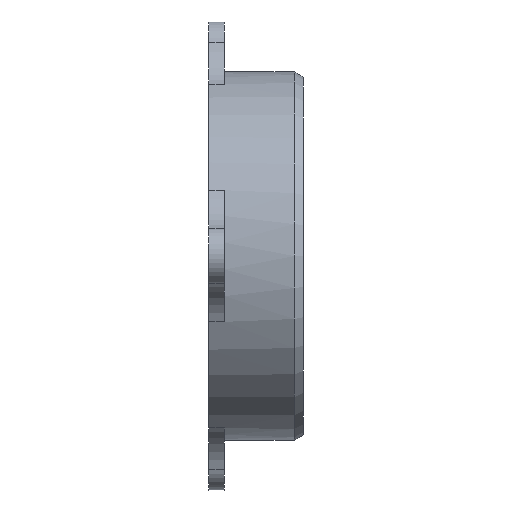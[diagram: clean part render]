
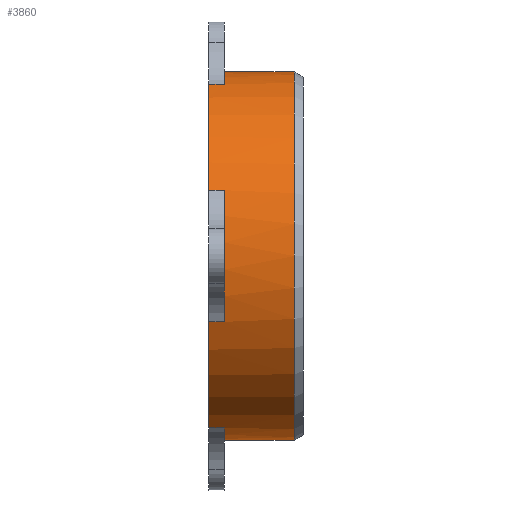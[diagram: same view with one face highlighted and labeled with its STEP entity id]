
A CAD part, front view. The second image highlights one B-rep face of the part: STEP entity #3860.
In plain terms, the highlighted cylindrical face has radius 35 mm (diameter 70 mm), a partial arc.
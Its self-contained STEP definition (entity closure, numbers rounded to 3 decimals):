
#142 = AXIS2_PLACEMENT_3D ( 'NONE', #8621, #7046, #5542 ) ;
#312 = VECTOR ( 'NONE', #1404, 1000. ) ;
#379 = CARTESIAN_POINT ( 'NONE',  ( 0., -12.512, -32.687 ) ) ;
#428 = LINE ( 'NONE', #8570, #6278 ) ;
#543 = VERTEX_POINT ( 'NONE', #3619 ) ;
#636 = CIRCLE ( 'NONE', #1897, 35. ) ;
#905 = ORIENTED_EDGE ( 'NONE', *, *, #2208, .F. ) ;
#925 = EDGE_CURVE ( 'NONE', #3955, #2359, #4435, .T. ) ;
#1018 = DIRECTION ( 'NONE',  ( -1., 0., 0. ) ) ;
#1270 = AXIS2_PLACEMENT_3D ( 'NONE', #9117, #1482, #4470 ) ;
#1404 = DIRECTION ( 'NONE',  ( 1., 0., 0. ) ) ;
#1473 = CARTESIAN_POINT ( 'NONE',  ( 0., -32.687, -12.512 ) ) ;
#1477 = CARTESIAN_POINT ( 'NONE',  ( -10., 0., -35. ) ) ;
#1482 = DIRECTION ( 'NONE',  ( -1., 0., 0. ) ) ;
#1759 = CYLINDRICAL_SURFACE ( 'NONE', #9069, 35. ) ;
#1831 = VERTEX_POINT ( 'NONE', #3675 ) ;
#1857 = DIRECTION ( 'NONE',  ( 0., 0., 1. ) ) ;
#1897 = AXIS2_PLACEMENT_3D ( 'NONE', #4805, #4006, #7692 ) ;
#2159 = VERTEX_POINT ( 'NONE', #3357 ) ;
#2208 = EDGE_CURVE ( 'NONE', #7204, #6519, #9663, .T. ) ;
#2210 = AXIS2_PLACEMENT_3D ( 'NONE', #9412, #2610, #8670 ) ;
#2304 = DIRECTION ( 'NONE',  ( -1., 0., 0. ) ) ;
#2329 = ORIENTED_EDGE ( 'NONE', *, *, #2369, .F. ) ;
#2359 = VERTEX_POINT ( 'NONE', #5338 ) ;
#2369 = EDGE_CURVE ( 'NONE', #9255, #9422, #3155, .T. ) ;
#2381 = DIRECTION ( 'NONE',  ( 1., 0., 0. ) ) ;
#2405 = VECTOR ( 'NONE', #7226, 1000. ) ;
#2465 = CARTESIAN_POINT ( 'NONE',  ( 3., -32.687, -12.512 ) ) ;
#2516 = ORIENTED_EDGE ( 'NONE', *, *, #3887, .T. ) ;
#2529 = EDGE_CURVE ( 'NONE', #543, #7136, #636, .T. ) ;
#2610 = DIRECTION ( 'NONE',  ( -1., 0., 0. ) ) ;
#2728 = EDGE_CURVE ( 'NONE', #9255, #543, #4489, .T. ) ;
#2737 = CARTESIAN_POINT ( 'NONE',  ( 0., -12.512, 32.687 ) ) ;
#2746 = LINE ( 'NONE', #4356, #5619 ) ;
#3049 = CIRCLE ( 'NONE', #8752, 35. ) ;
#3155 = CIRCLE ( 'NONE', #1270, 35. ) ;
#3357 = CARTESIAN_POINT ( 'NONE',  ( 3., 0., 35. ) ) ;
#3443 = DIRECTION ( 'NONE',  ( -1., 0., 0. ) ) ;
#3619 = CARTESIAN_POINT ( 'NONE',  ( 3., -32.687, 12.512 ) ) ;
#3666 = EDGE_CURVE ( 'NONE', #8772, #2359, #6745, .T. ) ;
#3675 = CARTESIAN_POINT ( 'NONE',  ( 16.268, 0., 35. ) ) ;
#3860 = ADVANCED_FACE ( 'NONE', ( #4145 ), #1759, .T. ) ;
#3887 = EDGE_CURVE ( 'NONE', #1831, #2159, #9496, .T. ) ;
#3955 = VERTEX_POINT ( 'NONE', #6585 ) ;
#3996 = CARTESIAN_POINT ( 'NONE',  ( -10., 0., 0. ) ) ;
#4006 = DIRECTION ( 'NONE',  ( 1., 0., 0. ) ) ;
#4145 = FACE_OUTER_BOUND ( 'NONE', #8889, .T. ) ;
#4220 = CARTESIAN_POINT ( 'NONE',  ( 3., -12.512, 32.687 ) ) ;
#4356 = CARTESIAN_POINT ( 'NONE',  ( -10., -12.512, 32.687 ) ) ;
#4435 = CIRCLE ( 'NONE', #142, 35. ) ;
#4470 = DIRECTION ( 'NONE',  ( 0., 0., 1. ) ) ;
#4489 = LINE ( 'NONE', #9693, #312 ) ;
#4541 = DIRECTION ( 'NONE',  ( 0., 0., 1. ) ) ;
#4706 = ORIENTED_EDGE ( 'NONE', *, *, #6546, .T. ) ;
#4725 = AXIS2_PLACEMENT_3D ( 'NONE', #9347, #1018, #1857 ) ;
#4805 = CARTESIAN_POINT ( 'NONE',  ( 3., 0., 0. ) ) ;
#4972 = LINE ( 'NONE', #5912, #5925 ) ;
#5335 = CARTESIAN_POINT ( 'NONE',  ( 16.268, 0., -35. ) ) ;
#5338 = CARTESIAN_POINT ( 'NONE',  ( 3., 0., -35. ) ) ;
#5542 = DIRECTION ( 'NONE',  ( 0., 0., 1. ) ) ;
#5619 = VECTOR ( 'NONE', #6743, 1000. ) ;
#5808 = ORIENTED_EDGE ( 'NONE', *, *, #2728, .T. ) ;
#5912 = CARTESIAN_POINT ( 'NONE',  ( -10., -12.512, -32.687 ) ) ;
#5925 = VECTOR ( 'NONE', #7362, 1000. ) ;
#6202 = VECTOR ( 'NONE', #2304, 1000. ) ;
#6278 = VECTOR ( 'NONE', #3443, 1000. ) ;
#6320 = CARTESIAN_POINT ( 'NONE',  ( 0., -32.687, 12.512 ) ) ;
#6519 = VERTEX_POINT ( 'NONE', #1473 ) ;
#6546 = EDGE_CURVE ( 'NONE', #6786, #9422, #2746, .T. ) ;
#6585 = CARTESIAN_POINT ( 'NONE',  ( 3., -12.512, -32.687 ) ) ;
#6594 = ORIENTED_EDGE ( 'NONE', *, *, #3666, .F. ) ;
#6743 = DIRECTION ( 'NONE',  ( -1., 0., 0. ) ) ;
#6745 = LINE ( 'NONE', #1477, #6202 ) ;
#6756 = ORIENTED_EDGE ( 'NONE', *, *, #7277, .T. ) ;
#6781 = ORIENTED_EDGE ( 'NONE', *, *, #2529, .T. ) ;
#6786 = VERTEX_POINT ( 'NONE', #4220 ) ;
#6877 = ORIENTED_EDGE ( 'NONE', *, *, #925, .T. ) ;
#6935 = CIRCLE ( 'NONE', #4725, 35. ) ;
#7030 = DIRECTION ( 'NONE',  ( 0., 0., 1. ) ) ;
#7046 = DIRECTION ( 'NONE',  ( 1., 0., 0. ) ) ;
#7136 = VERTEX_POINT ( 'NONE', #2465 ) ;
#7176 = DIRECTION ( 'NONE',  ( -1., 0., 0. ) ) ;
#7204 = VERTEX_POINT ( 'NONE', #379 ) ;
#7226 = DIRECTION ( 'NONE',  ( -1., 0., 0. ) ) ;
#7277 = EDGE_CURVE ( 'NONE', #7136, #6519, #428, .T. ) ;
#7362 = DIRECTION ( 'NONE',  ( 1., 0., 0. ) ) ;
#7408 = ORIENTED_EDGE ( 'NONE', *, *, #9591, .T. ) ;
#7599 = EDGE_CURVE ( 'NONE', #8772, #1831, #6935, .T. ) ;
#7692 = DIRECTION ( 'NONE',  ( 0., 0., 1. ) ) ;
#8309 = ORIENTED_EDGE ( 'NONE', *, *, #7599, .T. ) ;
#8570 = CARTESIAN_POINT ( 'NONE',  ( -10., -32.687, -12.512 ) ) ;
#8621 = CARTESIAN_POINT ( 'NONE',  ( 3., 0., 0. ) ) ;
#8670 = DIRECTION ( 'NONE',  ( 0., 0., 1. ) ) ;
#8752 = AXIS2_PLACEMENT_3D ( 'NONE', #9793, #2381, #4541 ) ;
#8772 = VERTEX_POINT ( 'NONE', #5335 ) ;
#8849 = CARTESIAN_POINT ( 'NONE',  ( -10., 0., 35. ) ) ;
#8889 = EDGE_LOOP ( 'NONE', ( #6594, #8309, #2516, #7408, #4706, #2329, #5808, #6781, #6756, #905, #9820, #6877 ) ) ;
#9069 = AXIS2_PLACEMENT_3D ( 'NONE', #3996, #7176, #7030 ) ;
#9117 = CARTESIAN_POINT ( 'NONE',  ( 0., 0., 0. ) ) ;
#9255 = VERTEX_POINT ( 'NONE', #6320 ) ;
#9347 = CARTESIAN_POINT ( 'NONE',  ( 16.268, 0., 0. ) ) ;
#9412 = CARTESIAN_POINT ( 'NONE',  ( 0., 0., 0. ) ) ;
#9422 = VERTEX_POINT ( 'NONE', #2737 ) ;
#9496 = LINE ( 'NONE', #8849, #2405 ) ;
#9591 = EDGE_CURVE ( 'NONE', #2159, #6786, #3049, .T. ) ;
#9663 = CIRCLE ( 'NONE', #2210, 35. ) ;
#9693 = CARTESIAN_POINT ( 'NONE',  ( -10., -32.687, 12.512 ) ) ;
#9793 = CARTESIAN_POINT ( 'NONE',  ( 3., 0., 0. ) ) ;
#9797 = EDGE_CURVE ( 'NONE', #7204, #3955, #4972, .T. ) ;
#9820 = ORIENTED_EDGE ( 'NONE', *, *, #9797, .T. ) ;
